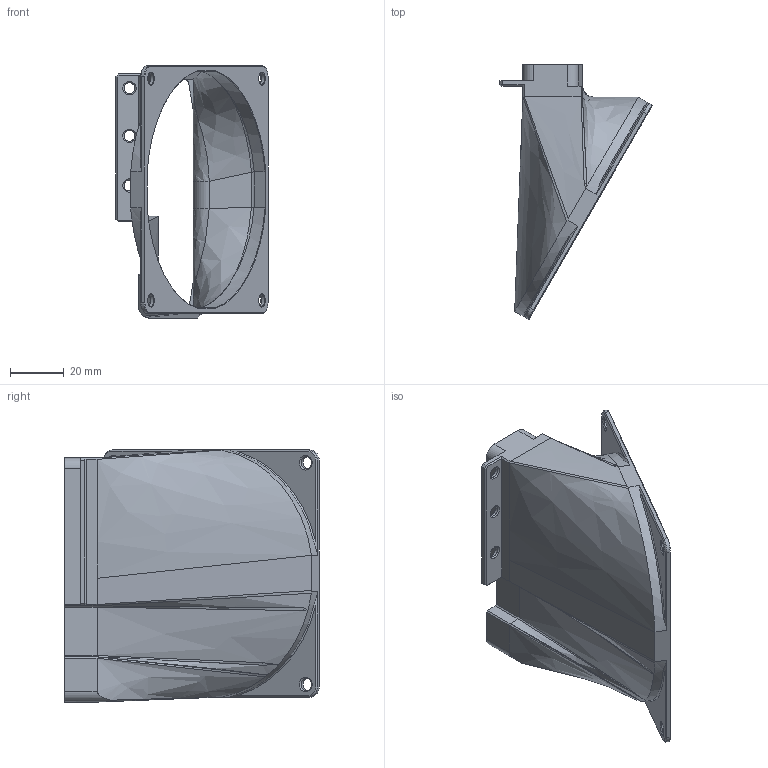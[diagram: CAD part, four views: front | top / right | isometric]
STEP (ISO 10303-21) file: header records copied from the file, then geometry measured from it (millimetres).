
FILE_DESCRIPTION(/* description */ (''),/* implementation_level */ '2;1');
FILE_NAME(/* name */ 'Tesla_P40_Fan_Shroud.step',/* time_stamp */ '2026-01-04T17:20:55+09:00',/* author */ (''),/* organization */ (''),/* preprocessor_version */ 'ST-DEVELOPER v20.1',/* originating_system */ 'Autodesk Translation Framework v14.21.0.0',/* authorisation */ '');
FILE_SCHEMA (('AUTOMOTIVE_DESIGN { 1 0 10303 214 3 1 1 }'));
Length unit declared in the file: millimetre
Products named in the file (1): Tesla_P40_Fan_Shroud
Bounding box: 56.57 x 94.66 x 93.8 mm (x, y, z)
Volume: 33001.6 mm3; surface area: 34058.1 mm2
Topology: 1 solids, 1 shells, 211 faces, 564 edges, 349 vertices
Faces by surface type: plane 88, bspline 54, cone 35, cylinder 34
Full cylindrical faces by diameter (mm): 4 x3, 4.5 x4
Entity records: 8801 total; most frequent: CARTESIAN_POINT 4010, ORIENTED_EDGE 1116, DIRECTION 789, EDGE_CURVE 558, VERTEX_POINT 349, LINE 265, VECTOR 265, AXIS2_PLACEMENT_3D 262
